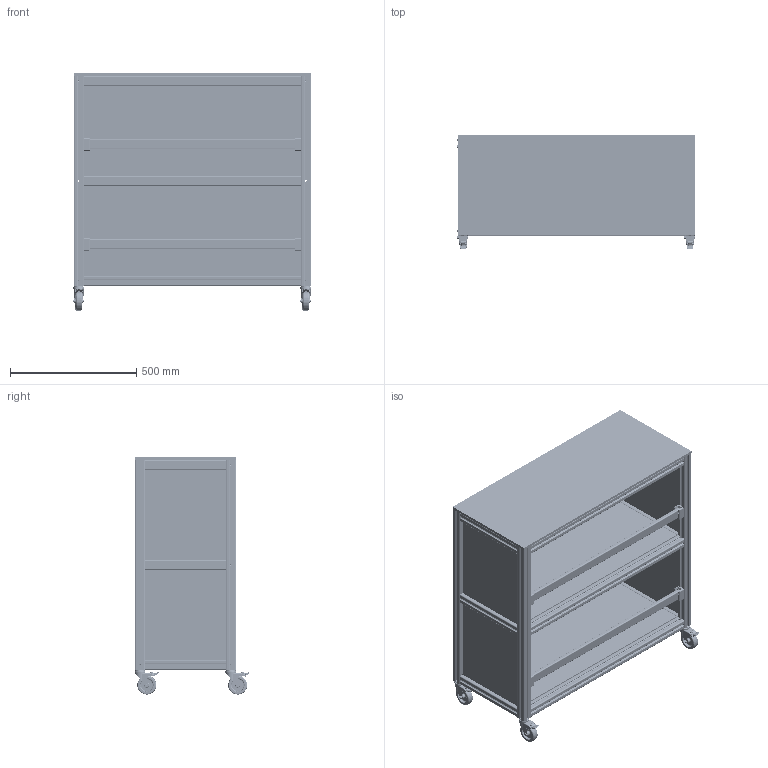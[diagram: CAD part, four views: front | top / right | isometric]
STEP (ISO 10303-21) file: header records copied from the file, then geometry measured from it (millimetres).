
FILE_DESCRIPTION(('STEP AP214'),'1');
FILE_NAME('ERGO08E6530.stp','2025-05-22T08:28:04',(' '),(' '),'Spatial InterOp 3D',' ',' ');
FILE_SCHEMA(('AUTOMOTIVE_DESIGN { 1 0 10303 214 1 1 1 1 }'));
Length unit declared in the file: millimetre
Products named in the file (52): Meuble étagère; Profilé 8 40x40 léger; Fixation hors standard 8-40; Vis BHC - M8x18; Rondelle M 8; PanneauCompletEnApplique; Stratifié compact 10mm, blanc; Kit de fixation; Vis FHC - M6x20; Écrou 8 St M6; Embout 8 40x16 gris; Elément d'accrochage 8 40x16; Profilé 8 40x16; PanneauCompletEnRainure; Profil U; Stratifié compact 4mm, blanc; Roulette pivotante D75, à blocage; roue pour roulette; corps; ecrou; axe; Kit roulette pivotante D75 à blocage - vis seule; Vis FHC - M8x25; ERGO08E6530
Assembly tree (100 placements, depth 5):
  Elément d'accrochage 8 40x16
    Elément d'accrochage 8 40x16
    Elément d'accrochage 8 40x16
  ERGO08E6530
    Meuble étagère
      Profilé 8 40x40 léger  x2
      Profilé 8 40x40 léger  x2
      Fixation hors standard 8-40  x21
        Vis BHC - M8x18
        Rondelle M 8
      PanneauCompletEnApplique  x2
        Stratifié compact 10mm, blanc
      Kit de fixation  x4
        Vis FHC - M6x20
        Écrou 8 St M6
      Embout 8 40x16 gris  x4
      Profilé 8 40x16  x2
      Profilé 8 40x40 léger  x2
      Profilé 8 40x40 léger  x2
      PanneauCompletEnRainure  x2
        Profil U
        Profil U
        Stratifié compact 4mm, blanc
      PanneauCompletEnRainure  x2
        Profil U
        Profil U
        Stratifié compact 4mm, blanc
      PanneauCompletEnRainure  x2
        Profil U
        Profil U
        Stratifié compact 4mm, blanc
      Kit roulette pivotante D75 à blocage - vis seule
        Roulette pivotante D75, à blocage
          roue pour roulette
          corps
          ecrou
          axe
        Kit roulette pivotante D75 à blocage - vis seule
          Vis FHC - M8x25
      Kit roulette pivotante D75 à blocage - vis seule
        Roulette pivotante D75, à blocage
          roue pour roulette
          corps
          ecrou
          axe
        Kit roulette pivotante D75 à blocage - vis seule
          Vis FHC - M8x25
      Kit roulette pivotante D75 à blocage - vis seule
        Roulette pivotante D75, à blocage
          roue pour roulette
          corps
          ecrou
          axe
        Kit roulette pivotante D75 à blocage - vis seule
          Vis FHC - M8x25
      Kit roulette pivotante D75 à blocage - vis seule
        Roulette pivotante D75, à blocage
          roue pour roulette
          corps
          ecrou
Bounding box: 945.62 x 455.19 x 939.77 mm (x, y, z)
Volume: 22124663.8 mm3; surface area: 10265684.9 mm2
Topology: 125 solids, 137 shells, 7072 faces, 19488 edges, 12747 vertices
Faces by surface type: plane 3577, cylinder 2436, cone 330, bspline 292, extrusion 248, revolution 96, torus 72, sphere 21
Full cylindrical faces by diameter (mm): 4 x4, 4.98 x4, 5 x8, 5.1 x8, 6 x24, 6.5 x4, 6.78 x24, 6.8 x56, 7 x48, 8 x50, 8.1 x4, 8.4 x21, 10 x4, 11 x4, 11.34 x4, 15.24 x4, 16 x21, 16.1 x8, 17.45 x4, 34 x4, 38 x4, 43 x4, 52 x8, 75 x4
Entity records: 146210 total; most frequent: CARTESIAN_POINT 31084, ORIENTED_EDGE 16783, DIRECTION 16088, EDGE_CURVE 8395, VERTEX_POINT 5641, AXIS2_PLACEMENT_3D 5469, VECTOR 5126, LINE 5064
